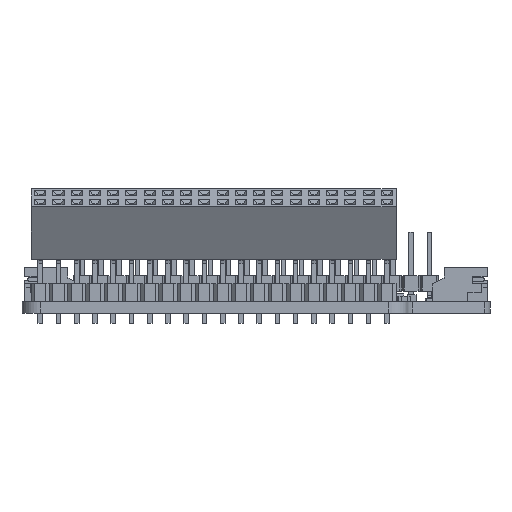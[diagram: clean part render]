
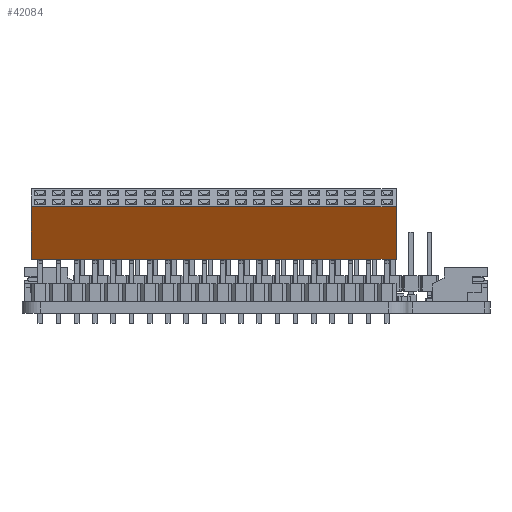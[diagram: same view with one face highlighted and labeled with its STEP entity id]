
A CAD part, front view. The second image highlights one B-rep face of the part: STEP entity #42084.
In plain terms, the highlighted face is planar.
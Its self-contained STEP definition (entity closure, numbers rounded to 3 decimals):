
#1952=PLANE('',#44962);
#4170=FACE_OUTER_BOUND('',#6775,.T.);
#6775=EDGE_LOOP('',(#35463,#35464,#35465,#35466));
#10243=LINE('',#63038,#15390);
#11029=LINE('',#64650,#16176);
#11030=LINE('',#64652,#16177);
#11031=LINE('',#64653,#16178);
#15390=VECTOR('',#51852,10.);
#16176=VECTOR('',#53348,10.);
#16177=VECTOR('',#53349,10.);
#16178=VECTOR('',#53350,10.);
#20334=VERTEX_POINT('',#63035);
#20335=VERTEX_POINT('',#63037);
#20806=VERTEX_POINT('',#64649);
#20807=VERTEX_POINT('',#64651);
#25109=EDGE_CURVE('',#20334,#20335,#10243,.T.);
#25895=EDGE_CURVE('',#20334,#20806,#11029,.T.);
#25896=EDGE_CURVE('',#20806,#20807,#11030,.T.);
#25897=EDGE_CURVE('',#20335,#20807,#11031,.T.);
#35463=ORIENTED_EDGE('',*,*,#25895,.T.);
#35464=ORIENTED_EDGE('',*,*,#25896,.T.);
#35465=ORIENTED_EDGE('',*,*,#25897,.F.);
#35466=ORIENTED_EDGE('',*,*,#25109,.F.);
#42084=ADVANCED_FACE('',(#4170),#1952,.T.);
#44962=AXIS2_PLACEMENT_3D('',#64648,#53346,#53347);
#51852=DIRECTION('',(1.,0.,0.));
#53346=DIRECTION('center_axis',(0.,-1.,0.));
#53347=DIRECTION('ref_axis',(0.,0.,-1.));
#53348=DIRECTION('',(0.,0.,-1.));
#53349=DIRECTION('',(1.,0.,0.));
#53350=DIRECTION('',(0.,0.,-1.));
#63035=CARTESIAN_POINT('',(0.,-2.5,8.5));
#63037=CARTESIAN_POINT('',(50.8,-2.5,8.5));
#63038=CARTESIAN_POINT('',(0.,-2.5,8.5));
#64648=CARTESIAN_POINT('Origin',(0.,-2.5,8.5));
#64649=CARTESIAN_POINT('',(0.,-2.5,0.));
#64650=CARTESIAN_POINT('',(0.,-2.5,8.5));
#64651=CARTESIAN_POINT('',(50.8,-2.5,0.));
#64652=CARTESIAN_POINT('',(0.,-2.5,0.));
#64653=CARTESIAN_POINT('',(50.8,-2.5,8.5));
